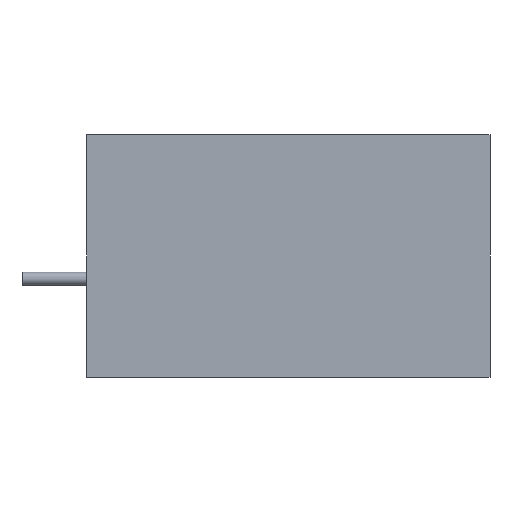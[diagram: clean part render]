
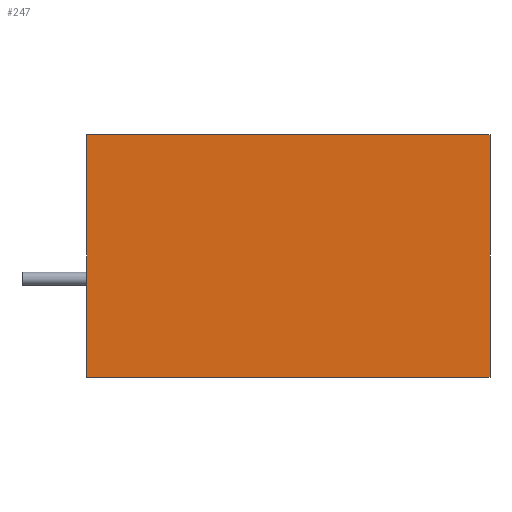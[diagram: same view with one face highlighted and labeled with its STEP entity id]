
A CAD part, left-side view. The second image highlights one B-rep face of the part: STEP entity #247.
In plain terms, the highlighted planar face has unit normal (-1, 0, 0).
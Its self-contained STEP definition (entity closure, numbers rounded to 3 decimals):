
#96 = LINE ( 'NONE', #1610, #895 ) ;
#105 = ORIENTED_EDGE ( 'NONE', *, *, #1138, .T. ) ;
#220 = CARTESIAN_POINT ( 'NONE',  ( -12.5, 0., 7.5 ) ) ;
#225 = FACE_OUTER_BOUND ( 'NONE', #1523, .T. ) ;
#247 = ADVANCED_FACE ( 'NONE', ( #225 ), #1336, .F. ) ;
#311 = LINE ( 'NONE', #220, #619 ) ;
#329 = EDGE_CURVE ( 'NONE', #1222, #507, #96, .T. ) ;
#476 = VERTEX_POINT ( 'NONE', #656 ) ;
#507 = VERTEX_POINT ( 'NONE', #931 ) ;
#555 = CARTESIAN_POINT ( 'NONE',  ( -12.5, 25., 7.5 ) ) ;
#619 = VECTOR ( 'NONE', #623, 1000. ) ;
#623 = DIRECTION ( 'NONE',  ( 0., 0., 1. ) ) ;
#656 = CARTESIAN_POINT ( 'NONE',  ( -12.5, 0., 7.5 ) ) ;
#658 = LINE ( 'NONE', #920, #979 ) ;
#694 = DIRECTION ( 'NONE',  ( 1., 0., 0. ) ) ;
#844 = DIRECTION ( 'NONE',  ( 0., 0., 1. ) ) ;
#886 = EDGE_CURVE ( 'NONE', #1604, #476, #311, .T. ) ;
#895 = VECTOR ( 'NONE', #844, 1000. ) ;
#920 = CARTESIAN_POINT ( 'NONE',  ( -12.5, 25., 7.5 ) ) ;
#931 = CARTESIAN_POINT ( 'NONE',  ( -12.5, 25., 7.5 ) ) ;
#947 = CARTESIAN_POINT ( 'NONE',  ( -12.5, 25., -7.5 ) ) ;
#962 = AXIS2_PLACEMENT_3D ( 'NONE', #555, #694, #1593 ) ;
#979 = VECTOR ( 'NONE', #1683, 1000. ) ;
#1004 = LINE ( 'NONE', #1442, #1595 ) ;
#1138 = EDGE_CURVE ( 'NONE', #1222, #1604, #1004, .T. ) ;
#1189 = DIRECTION ( 'NONE',  ( 0., -1., 0. ) ) ;
#1222 = VERTEX_POINT ( 'NONE', #947 ) ;
#1262 = ORIENTED_EDGE ( 'NONE', *, *, #329, .F. ) ;
#1336 = PLANE ( 'NONE',  #962 ) ;
#1429 = CARTESIAN_POINT ( 'NONE',  ( -12.5, 0., -7.5 ) ) ;
#1442 = CARTESIAN_POINT ( 'NONE',  ( -12.5, 25., -7.5 ) ) ;
#1523 = EDGE_LOOP ( 'NONE', ( #1639, #1602, #1262, #105 ) ) ;
#1589 = EDGE_CURVE ( 'NONE', #507, #476, #658, .T. ) ;
#1593 = DIRECTION ( 'NONE',  ( 0., 0., -1. ) ) ;
#1595 = VECTOR ( 'NONE', #1189, 1000. ) ;
#1602 = ORIENTED_EDGE ( 'NONE', *, *, #1589, .F. ) ;
#1604 = VERTEX_POINT ( 'NONE', #1429 ) ;
#1610 = CARTESIAN_POINT ( 'NONE',  ( -12.5, 25., 7.5 ) ) ;
#1639 = ORIENTED_EDGE ( 'NONE', *, *, #886, .T. ) ;
#1683 = DIRECTION ( 'NONE',  ( 0., -1., 0. ) ) ;
